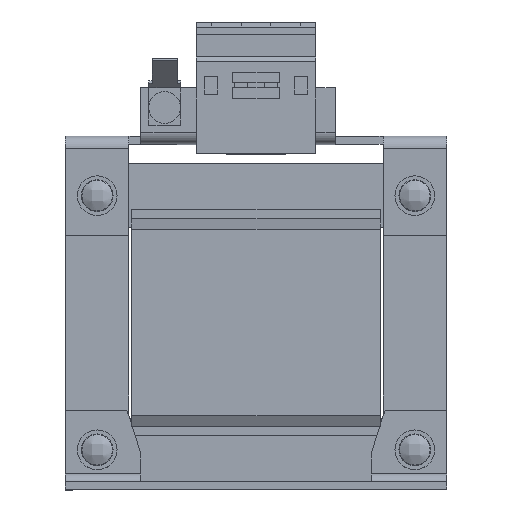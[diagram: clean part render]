
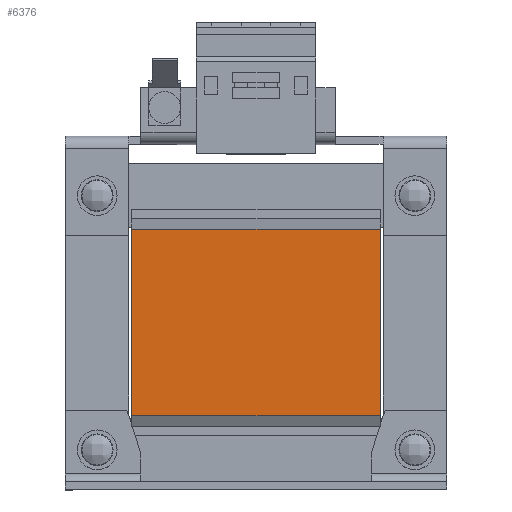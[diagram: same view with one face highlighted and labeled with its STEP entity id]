
A CAD part, top view. The second image highlights one B-rep face of the part: STEP entity #6376.
In plain terms, the highlighted planar face has unit normal (0, 0, 1).
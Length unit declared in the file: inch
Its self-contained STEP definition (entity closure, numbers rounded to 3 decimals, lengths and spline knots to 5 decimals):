
#399 = ORIENTED_EDGE ( 'NONE', *, *, #3441, .T. ) ;
#633 = CARTESIAN_POINT ( 'NONE',  ( 1.23228, -0.9252, 1.46654 ) ) ;
#750 = LINE ( 'NONE', #8641, #5354 ) ;
#1352 = CARTESIAN_POINT ( 'NONE',  ( 1.23228, 0., 1.46654 ) ) ;
#1464 = ORIENTED_EDGE ( 'NONE', *, *, #4866, .F. ) ;
#1558 = CARTESIAN_POINT ( 'NONE',  ( 1.23228, 0.9252, 1.46654 ) ) ;
#1631 = DIRECTION ( 'NONE',  ( 0., -1., 0. ) ) ;
#1720 = EDGE_CURVE ( 'NONE', #2169, #5249, #8140, .T. ) ;
#1752 = VERTEX_POINT ( 'NONE', #10738 ) ;
#2169 = VERTEX_POINT ( 'NONE', #9990 ) ;
#2335 = DIRECTION ( 'NONE',  ( 1., 0., 0. ) ) ;
#2399 = LINE ( 'NONE', #4779, #5497 ) ;
#2452 = EDGE_CURVE ( 'NONE', #1752, #8350, #2399, .T. ) ;
#2813 = VECTOR ( 'NONE', #1631, 39.37008 ) ;
#3327 = VECTOR ( 'NONE', #2335, 39.37008 ) ;
#3441 = EDGE_CURVE ( 'NONE', #1752, #2169, #11058, .T. ) ;
#3851 = DIRECTION ( 'NONE',  ( 0., 0., -1. ) ) ;
#4311 = AXIS2_PLACEMENT_3D ( 'NONE', #1352, #3851, #5708 ) ;
#4645 = FACE_OUTER_BOUND ( 'NONE', #6463, .T. ) ;
#4779 = CARTESIAN_POINT ( 'NONE',  ( 1.23228, 0.9252, 1.46654 ) ) ;
#4866 = EDGE_CURVE ( 'NONE', #8350, #5249, #750, .T. ) ;
#4888 = DIRECTION ( 'NONE',  ( 1., 0., 0. ) ) ;
#5249 = VERTEX_POINT ( 'NONE', #6319 ) ;
#5354 = VECTOR ( 'NONE', #9385, 39.37008 ) ;
#5497 = VECTOR ( 'NONE', #4888, 39.37008 ) ;
#5708 = DIRECTION ( 'NONE',  ( 0., 1., 0. ) ) ;
#6319 = CARTESIAN_POINT ( 'NONE',  ( 1.23228, -0.9252, 1.46654 ) ) ;
#6376 = ADVANCED_FACE ( 'NONE', ( #4645 ), #10784, .F. ) ;
#6442 = ORIENTED_EDGE ( 'NONE', *, *, #1720, .T. ) ;
#6463 = EDGE_LOOP ( 'NONE', ( #6442, #1464, #9702, #399 ) ) ;
#8140 = LINE ( 'NONE', #633, #3327 ) ;
#8350 = VERTEX_POINT ( 'NONE', #1558 ) ;
#8641 = CARTESIAN_POINT ( 'NONE',  ( 1.23228, 0., 1.46654 ) ) ;
#9368 = CARTESIAN_POINT ( 'NONE',  ( -1.23228, 0., 1.46654 ) ) ;
#9385 = DIRECTION ( 'NONE',  ( 0., -1., 0. ) ) ;
#9702 = ORIENTED_EDGE ( 'NONE', *, *, #2452, .F. ) ;
#9990 = CARTESIAN_POINT ( 'NONE',  ( -1.23228, -0.9252, 1.46654 ) ) ;
#10738 = CARTESIAN_POINT ( 'NONE',  ( -1.23228, 0.9252, 1.46654 ) ) ;
#10784 = PLANE ( 'NONE',  #4311 ) ;
#11058 = LINE ( 'NONE', #9368, #2813 ) ;
